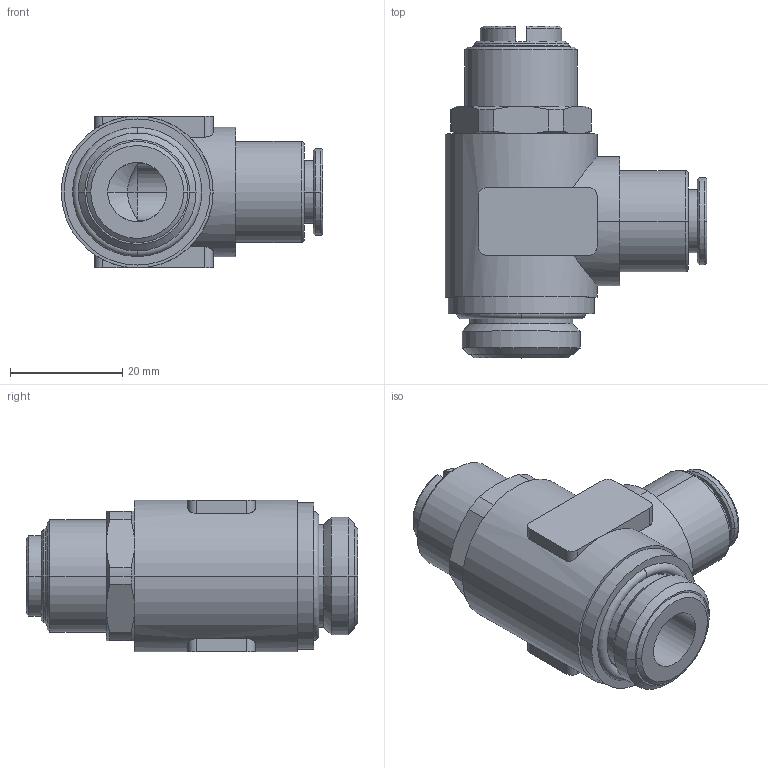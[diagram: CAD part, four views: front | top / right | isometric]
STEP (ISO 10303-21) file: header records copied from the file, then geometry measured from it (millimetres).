
FILE_DESCRIPTION(('STEP AP214'),'1');
FILE_NAME('7130_10_21.stp','2016-07-07T14:53:15',('TraceParts'),('TraceParts S.A.'),'Spatial InterOp 3D',' ',' ');
FILE_SCHEMA(('automotive_design'));
Length unit declared in the file: millimetre
Products named in the file (1): 1
Bounding box: 46.5 x 59.03 x 27 mm (x, y, z)
Volume: 28614.3 mm3; surface area: 9050.6 mm2
Topology: 1 solids, 1 shells, 130 faces, 324 edges, 205 vertices
Faces by surface type: cylinder 42, cone 40, plane 38, torus 10
Entity records: 4232 total; most frequent: CARTESIAN_POINT 1102, DIRECTION 695, ORIENTED_EDGE 648, EDGE_CURVE 324, AXIS2_PLACEMENT_3D 290, VERTEX_POINT 205, CIRCLE 159, EDGE_LOOP 141
